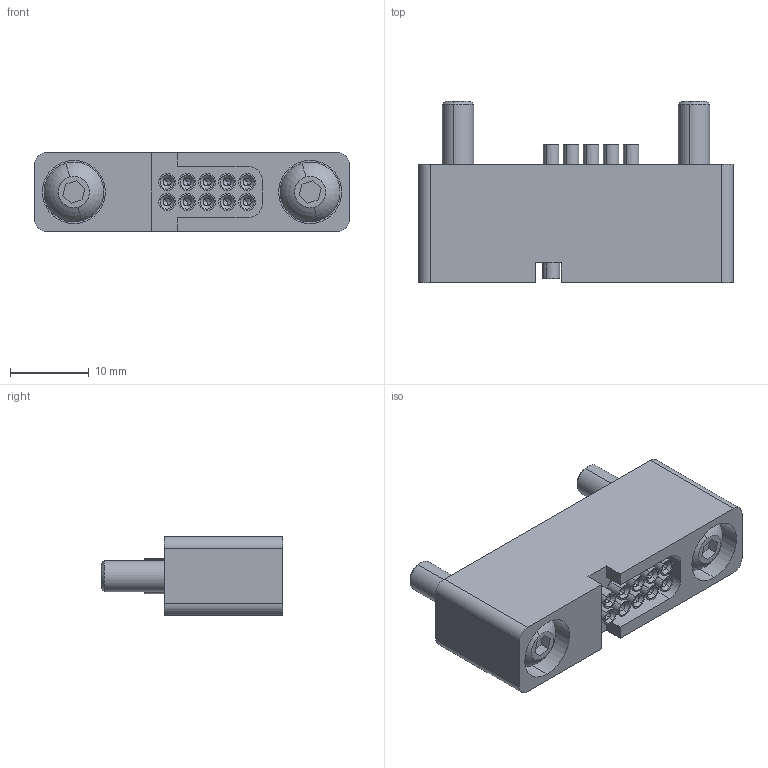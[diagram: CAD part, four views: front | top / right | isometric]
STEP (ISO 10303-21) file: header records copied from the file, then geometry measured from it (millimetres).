
FILE_DESCRIPTION (( 'STEP AP214' ), '1' );
FILE_NAME ('48737~0.STEP', '2017-04-24T08:23:42', ( '' ), ( '' ), 'SwSTEP 2.0', 'SolidWorks 2016', '' );
FILE_SCHEMA (( 'AUTOMOTIVE_DESIGN' ));
Length unit declared in the file: millimetre
Products named in the file (4): ISO7380~n_M04,0x020; KT-254_L3_E02~1; 48703~2_S; 48737~0
Assembly tree (13 placements, depth 2):
  48737~0
    48703~2_S
    KT-254_L3_E02~1  x10
    ISO7380~n_M04,0x020  x2
Bounding box: 40 x 23 x 10 mm (x, y, z)
Volume: 5594.3 mm3; surface area: 5584.8 mm2
Topology: 13 solids, 13 shells, 2569 faces, 7338 edges, 4791 vertices
Faces by surface type: plane 1661, cylinder 718, cone 186, torus 4
Entity records: 11033 total; most frequent: CARTESIAN_POINT 2493, ORIENTED_EDGE 1826, DIRECTION 1679, EDGE_CURVE 913, AXIS2_PLACEMENT_3D 634, VERTEX_POINT 600, VECTOR 411, LINE 411
